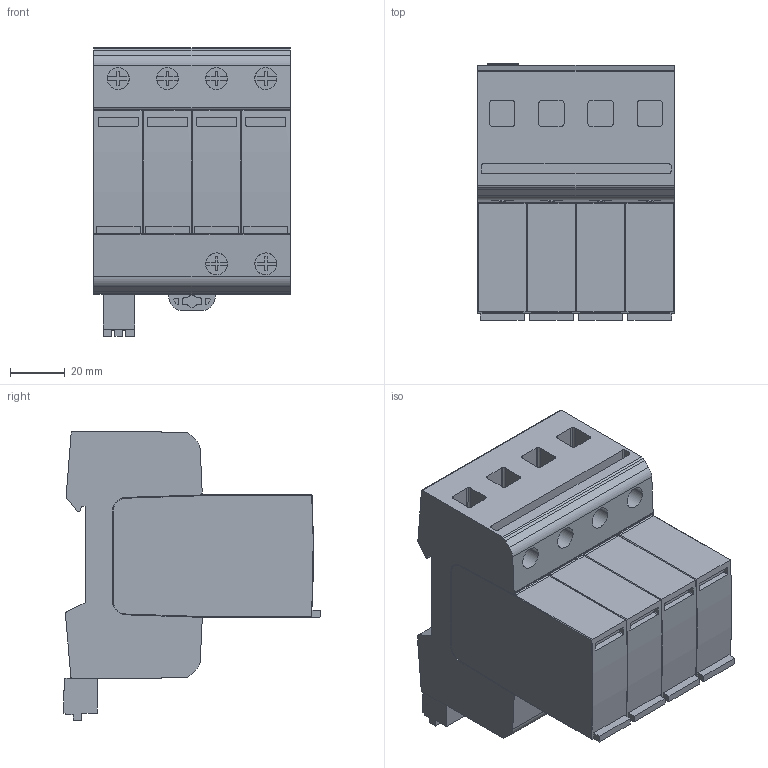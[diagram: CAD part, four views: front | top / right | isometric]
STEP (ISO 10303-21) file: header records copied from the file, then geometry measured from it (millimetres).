
FILE_DESCRIPTION((''),'2;1');
FILE_NAME('NWEGEN_CUSTOMER_3P1_4P0_T1_R','2018-06-22T13:50:27',('Sebastjan.kamensek'),('Audax d.o.o.'),'CREO PARAMETRIC BY PTC INC, 2017260','CREO PARAMETRIC BY PTC INC, 2017260','');
FILE_SCHEMA(('AP242_MANAGED_MODEL_BASED_3D_ENGINEERING_MIM_LF { 1 0 10303 442 1 1 4 }'));
Length unit declared in the file: millimetre
Products named in the file (1): NWEGEN_CUSTOMER_3P1_4P0_T1_R
Bounding box: 72 x 93.86 x 105.62 mm (x, y, z)
Volume: 421315.1 mm3; surface area: 45535.4 mm2
Topology: 1 solids, 5 shells, 505 faces, 1392 edges, 918 vertices
Faces by surface type: plane 316, extrusion 108, cylinder 73, cone 8
Entity records: 18272 total; most frequent: CARTESIAN_POINT 5421, ORIENTED_EDGE 2784, DIRECTION 2189, EDGE_CURVE 1392, VECTOR 1043, LINE 935, VERTEX_POINT 918, AXIS2_PLACEMENT_3D 573
